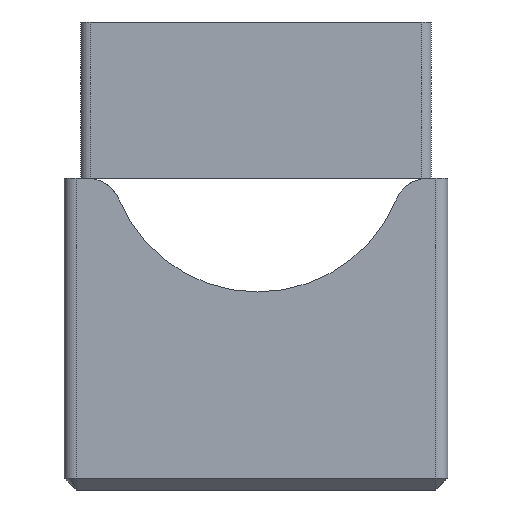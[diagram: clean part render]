
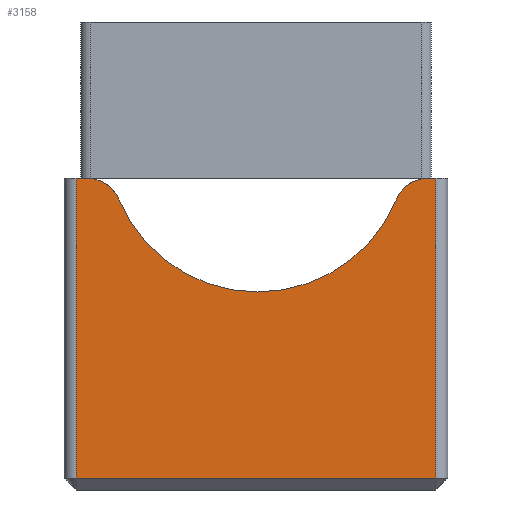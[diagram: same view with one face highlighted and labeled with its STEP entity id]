
A CAD part, front view. The second image highlights one B-rep face of the part: STEP entity #3158.
In plain terms, the highlighted planar face has unit normal (0, -1, 0).
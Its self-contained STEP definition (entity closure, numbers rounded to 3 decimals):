
#3158 = ADVANCED_FACE('',(#3159),#3228,.T.);
#3159 = FACE_BOUND('',#3160,.T.);
#3160 = EDGE_LOOP('',(#3161,#3171,#3179,#3187,#3195,#3203,#3212,#3221));
#3161 = ORIENTED_EDGE('',*,*,#3162,.F.);
#3162 = EDGE_CURVE('',#3163,#3165,#3167,.T.);
#3163 = VERTEX_POINT('',#3164);
#3164 = CARTESIAN_POINT('',(-15.143,-9.4,-8.));
#3165 = VERTEX_POINT('',#3166);
#3166 = CARTESIAN_POINT('',(-14.292,-9.4,-8.));
#3167 = LINE('',#3168,#3169);
#3168 = CARTESIAN_POINT('',(-16.143,-9.4,-8.));
#3169 = VECTOR('',#3170,1.);
#3170 = DIRECTION('',(1.,0.,0.));
#3171 = ORIENTED_EDGE('',*,*,#3172,.T.);
#3172 = EDGE_CURVE('',#3163,#3173,#3175,.T.);
#3173 = VERTEX_POINT('',#3174);
#3174 = CARTESIAN_POINT('',(-15.143,-9.4,-33.));
#3175 = LINE('',#3176,#3177);
#3176 = CARTESIAN_POINT('',(-15.143,-9.4,-8.));
#3177 = VECTOR('',#3178,1.);
#3178 = DIRECTION('',(0.,0.,-1.));
#3179 = ORIENTED_EDGE('',*,*,#3180,.F.);
#3180 = EDGE_CURVE('',#3181,#3173,#3183,.T.);
#3181 = VERTEX_POINT('',#3182);
#3182 = CARTESIAN_POINT('',(14.857,-9.4,-33.));
#3183 = LINE('',#3184,#3185);
#3184 = CARTESIAN_POINT('',(14.857,-9.4,-33.));
#3185 = VECTOR('',#3186,1.);
#3186 = DIRECTION('',(-1.,0.,0.));
#3187 = ORIENTED_EDGE('',*,*,#3188,.F.);
#3188 = EDGE_CURVE('',#3189,#3181,#3191,.T.);
#3189 = VERTEX_POINT('',#3190);
#3190 = CARTESIAN_POINT('',(14.857,-9.4,-8.));
#3191 = LINE('',#3192,#3193);
#3192 = CARTESIAN_POINT('',(14.857,-9.4,-8.));
#3193 = VECTOR('',#3194,1.);
#3194 = DIRECTION('',(0.,0.,-1.));
#3195 = ORIENTED_EDGE('',*,*,#3196,.F.);
#3196 = EDGE_CURVE('',#3197,#3189,#3199,.T.);
#3197 = VERTEX_POINT('',#3198);
#3198 = CARTESIAN_POINT('',(14.292,-9.4,-8.));
#3199 = LINE('',#3200,#3201);
#3200 = CARTESIAN_POINT('',(-16.143,-9.4,-8.));
#3201 = VECTOR('',#3202,1.);
#3202 = DIRECTION('',(1.,0.,0.));
#3203 = ORIENTED_EDGE('',*,*,#3204,.F.);
#3204 = EDGE_CURVE('',#3205,#3197,#3207,.T.);
#3205 = VERTEX_POINT('',#3206);
#3206 = CARTESIAN_POINT('',(11.525,-9.4,-9.839));
#3207 = CIRCLE('',#3208,3.);
#3208 = AXIS2_PLACEMENT_3D('',#3209,#3210,#3211);
#3209 = CARTESIAN_POINT('',(14.292,-9.4,-11.));
#3210 = DIRECTION('',(0.,1.,0.));
#3211 = DIRECTION('',(0.,0.,-1.));
#3212 = ORIENTED_EDGE('',*,*,#3213,.F.);
#3213 = EDGE_CURVE('',#3214,#3205,#3216,.T.);
#3214 = VERTEX_POINT('',#3215);
#3215 = CARTESIAN_POINT('',(-11.525,-9.4,-9.839));
#3216 = CIRCLE('',#3217,12.5);
#3217 = AXIS2_PLACEMENT_3D('',#3218,#3219,#3220);
#3218 = CARTESIAN_POINT('',(0.,-9.4,-5.));
#3219 = DIRECTION('',(0.,-1.,0.));
#3220 = DIRECTION('',(1.,0.,0.));
#3221 = ORIENTED_EDGE('',*,*,#3222,.F.);
#3222 = EDGE_CURVE('',#3165,#3214,#3223,.T.);
#3223 = CIRCLE('',#3224,3.);
#3224 = AXIS2_PLACEMENT_3D('',#3225,#3226,#3227);
#3225 = CARTESIAN_POINT('',(-14.292,-9.4,-11.));
#3226 = DIRECTION('',(0.,1.,0.));
#3227 = DIRECTION('',(0.,0.,-1.));
#3228 = PLANE('',#3229);
#3229 = AXIS2_PLACEMENT_3D('',#3230,#3231,#3232);
#3230 = CARTESIAN_POINT('',(-0.143,-9.4,-21.));
#3231 = DIRECTION('',(-0.,-1.,-0.));
#3232 = DIRECTION('',(0.,0.,-1.));
